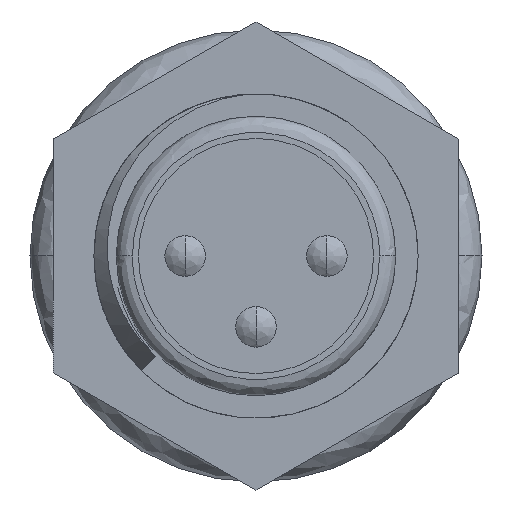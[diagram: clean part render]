
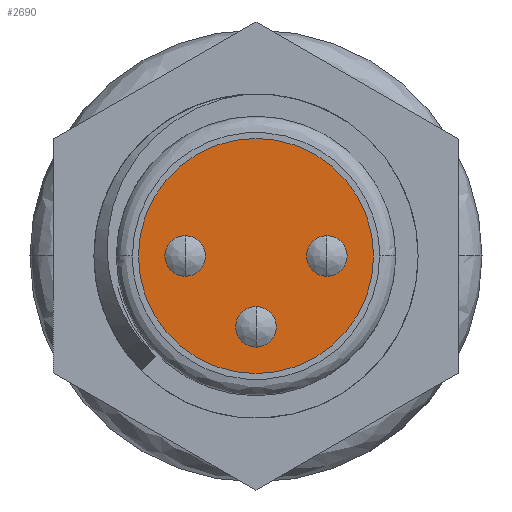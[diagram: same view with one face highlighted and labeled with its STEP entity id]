
A CAD part, left-side view. The second image highlights one B-rep face of the part: STEP entity #2690.
In plain terms, the highlighted planar face has unit normal (-1, 0, 0).
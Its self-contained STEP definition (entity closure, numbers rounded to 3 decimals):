
#20 = CIRCLE ( 'NONE', #4079, 0.5 ) ;
#100 = DIRECTION ( 'NONE',  ( 0., 0., -1. ) ) ;
#104 = DIRECTION ( 'NONE',  ( 0., 1., 0. ) ) ;
#105 = DIRECTION ( 'NONE',  ( 1., 0., 0. ) ) ;
#109 = CARTESIAN_POINT ( 'NONE',  ( 5., -1.75, 0. ) ) ;
#137 = CARTESIAN_POINT ( 'NONE',  ( 5., -1.25, 0. ) ) ;
#165 = CARTESIAN_POINT ( 'NONE',  ( 5., -2.25, 0. ) ) ;
#174 = VERTEX_POINT ( 'NONE', #1133 ) ;
#183 = VERTEX_POINT ( 'NONE', #1141 ) ;
#324 = CIRCLE ( 'NONE', #803, 0.5 ) ;
#365 = EDGE_CURVE ( 'NONE', #1244, #783, #3257, .T. ) ;
#389 = EDGE_LOOP ( 'NONE', ( #2872, #2833 ) ) ;
#408 = EDGE_LOOP ( 'NONE', ( #2315, #2944 ) ) ;
#461 = EDGE_LOOP ( 'NONE', ( #2824, #2775 ) ) ;
#473 = EDGE_LOOP ( 'NONE', ( #2932, #2877 ) ) ;
#537 = DIRECTION ( 'NONE',  ( 1., 0., 0. ) ) ;
#594 = CIRCLE ( 'NONE', #3954, 0.5 ) ;
#610 = CARTESIAN_POINT ( 'NONE',  ( 5., -2.9, 0. ) ) ;
#768 = CIRCLE ( 'NONE', #3391, 0.5 ) ;
#783 = VERTEX_POINT ( 'NONE', #610 ) ;
#803 = AXIS2_PLACEMENT_3D ( 'NONE', #2672, #537, #100 ) ;
#808 = CARTESIAN_POINT ( 'NONE',  ( 5., 1.75, -0.5 ) ) ;
#1005 = VERTEX_POINT ( 'NONE', #165 ) ;
#1066 = VERTEX_POINT ( 'NONE', #137 ) ;
#1084 = EDGE_CURVE ( 'NONE', #1005, #1066, #768, .T. ) ;
#1133 = CARTESIAN_POINT ( 'NONE',  ( 5., -0.5, -1.75 ) ) ;
#1141 = CARTESIAN_POINT ( 'NONE',  ( 5., 0.5, -1.75 ) ) ;
#1154 = FACE_BOUND ( 'NONE', #389, .T. ) ;
#1208 = AXIS2_PLACEMENT_3D ( 'NONE', #2907, #2893, #2885 ) ;
#1244 = VERTEX_POINT ( 'NONE', #4449 ) ;
#1339 = EDGE_CURVE ( 'NONE', #174, #183, #594, .T. ) ;
#1471 = CIRCLE ( 'NONE', #3561, 2.9 ) ;
#1557 = AXIS2_PLACEMENT_3D ( 'NONE', #1686, #1673, #1667 ) ;
#1596 = EDGE_CURVE ( 'NONE', #3338, #4164, #324, .T. ) ;
#1624 = DIRECTION ( 'NONE',  ( 0., 1., 0. ) ) ;
#1631 = DIRECTION ( 'NONE',  ( 1., 0., 0. ) ) ;
#1633 = CARTESIAN_POINT ( 'NONE',  ( 5., -1.75, 0. ) ) ;
#1667 = DIRECTION ( 'NONE',  ( 0., -1., 0. ) ) ;
#1673 = DIRECTION ( 'NONE',  ( -1., 0., 0. ) ) ;
#1686 = CARTESIAN_POINT ( 'NONE',  ( 5., 0., 0. ) ) ;
#1699 = EDGE_CURVE ( 'NONE', #4164, #3338, #20, .T. ) ;
#1703 = PLANE ( 'NONE',  #1557 ) ;
#1778 = FACE_OUTER_BOUND ( 'NONE', #461, .T. ) ;
#1788 = FACE_BOUND ( 'NONE', #408, .T. ) ;
#1798 = FACE_BOUND ( 'NONE', #473, .T. ) ;
#1800 = AXIS2_PLACEMENT_3D ( 'NONE', #1633, #1631, #1624 ) ;
#1835 = CIRCLE ( 'NONE', #1800, 0.5 ) ;
#2294 = EDGE_CURVE ( 'NONE', #783, #1244, #1471, .T. ) ;
#2315 = ORIENTED_EDGE ( 'NONE', *, *, #2729, .T. ) ;
#2349 = DIRECTION ( 'NONE',  ( 0., 1., 0. ) ) ;
#2351 = DIRECTION ( 'NONE',  ( -1., 0., 0. ) ) ;
#2356 = CARTESIAN_POINT ( 'NONE',  ( 5., 0., 0. ) ) ;
#2582 = CARTESIAN_POINT ( 'NONE',  ( 5., 0., 0. ) ) ;
#2589 = DIRECTION ( 'NONE',  ( -1., 0., 0. ) ) ;
#2596 = DIRECTION ( 'NONE',  ( 0., 1., 0. ) ) ;
#2672 = CARTESIAN_POINT ( 'NONE',  ( 5., 1.75, 0. ) ) ;
#2690 = ADVANCED_FACE ( 'NONE', ( #1778, #1154, #1798, #1788 ), #1703, .T. ) ;
#2729 = EDGE_CURVE ( 'NONE', #1066, #1005, #1835, .T. ) ;
#2775 = ORIENTED_EDGE ( 'NONE', *, *, #2294, .T. ) ;
#2824 = ORIENTED_EDGE ( 'NONE', *, *, #365, .T. ) ;
#2833 = ORIENTED_EDGE ( 'NONE', *, *, #1699, .T. ) ;
#2872 = ORIENTED_EDGE ( 'NONE', *, *, #1596, .T. ) ;
#2877 = ORIENTED_EDGE ( 'NONE', *, *, #1339, .T. ) ;
#2885 = DIRECTION ( 'NONE',  ( 0., 1., 0. ) ) ;
#2893 = DIRECTION ( 'NONE',  ( 1., 0., 0. ) ) ;
#2907 = CARTESIAN_POINT ( 'NONE',  ( 5., 0., -1.75 ) ) ;
#2932 = ORIENTED_EDGE ( 'NONE', *, *, #4352, .T. ) ;
#2944 = ORIENTED_EDGE ( 'NONE', *, *, #1084, .T. ) ;
#2963 = CIRCLE ( 'NONE', #1208, 0.5 ) ;
#3193 = AXIS2_PLACEMENT_3D ( 'NONE', #2582, #2589, #2596 ) ;
#3257 = CIRCLE ( 'NONE', #3193, 2.9 ) ;
#3338 = VERTEX_POINT ( 'NONE', #808 ) ;
#3391 = AXIS2_PLACEMENT_3D ( 'NONE', #109, #105, #104 ) ;
#3561 = AXIS2_PLACEMENT_3D ( 'NONE', #2356, #2351, #2349 ) ;
#3954 = AXIS2_PLACEMENT_3D ( 'NONE', #4156, #4147, #4142 ) ;
#4079 = AXIS2_PLACEMENT_3D ( 'NONE', #4560, #4558, #4557 ) ;
#4142 = DIRECTION ( 'NONE',  ( 0., 1., 0. ) ) ;
#4147 = DIRECTION ( 'NONE',  ( 1., 0., 0. ) ) ;
#4156 = CARTESIAN_POINT ( 'NONE',  ( 5., 0., -1.75 ) ) ;
#4164 = VERTEX_POINT ( 'NONE', #4702 ) ;
#4352 = EDGE_CURVE ( 'NONE', #183, #174, #2963, .T. ) ;
#4449 = CARTESIAN_POINT ( 'NONE',  ( 5., 2.9, 0. ) ) ;
#4557 = DIRECTION ( 'NONE',  ( 0., 0., -1. ) ) ;
#4558 = DIRECTION ( 'NONE',  ( 1., 0., 0. ) ) ;
#4560 = CARTESIAN_POINT ( 'NONE',  ( 5., 1.75, 0. ) ) ;
#4702 = CARTESIAN_POINT ( 'NONE',  ( 5., 1.75, 0.5 ) ) ;
